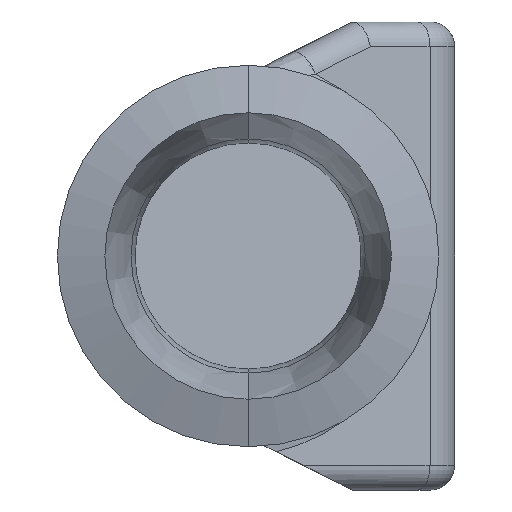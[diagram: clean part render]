
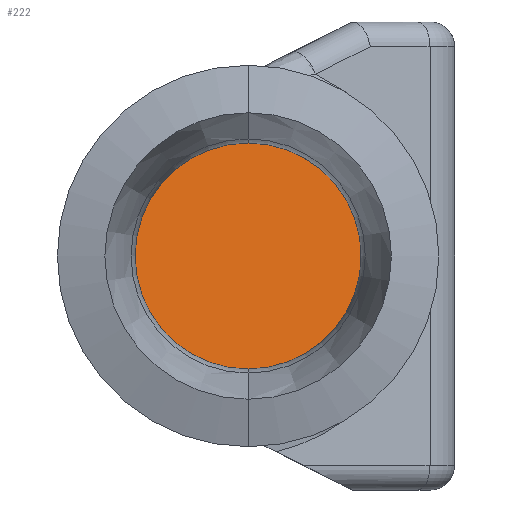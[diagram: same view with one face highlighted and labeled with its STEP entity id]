
A CAD part, left-side view. The second image highlights one B-rep face of the part: STEP entity #222.
In plain terms, the highlighted planar face has unit normal (-0.866, -0.5, 0).
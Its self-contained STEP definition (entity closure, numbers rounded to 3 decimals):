
#72 = ORIENTED_EDGE ( 'NONE', *, *, #937, .T. ) ;
#83 = EDGE_LOOP ( 'NONE', ( #72, #1392 ) ) ;
#112 = CARTESIAN_POINT ( 'NONE',  ( 99.896, 0., 5.75 ) ) ;
#116 = AXIS2_PLACEMENT_3D ( 'NONE', #1589, #1042, #1320 ) ;
#162 = EDGE_CURVE ( 'NONE', #1684, #1709, #844, .T. ) ;
#212 = CARTESIAN_POINT ( 'NONE',  ( 93.257, 11.5, 5.75 ) ) ;
#222 = ADVANCED_FACE ( 'NONE', ( #1440 ), #1167, .T. ) ;
#297 =( BOUNDED_CURVE ( )  B_SPLINE_CURVE ( 3, ( #1665, #212, #1161, #1296 ),
 .UNSPECIFIED., .F., .T. ) 
 B_SPLINE_CURVE_WITH_KNOTS ( ( 4, 4 ),
 ( 4.712, 7.854 ),
 .UNSPECIFIED. ) 
 CURVE ( )  GEOMETRIC_REPRESENTATION_ITEM ( )  RATIONAL_B_SPLINE_CURVE ( ( 1., 0.333, 0.333, 1. ) ) 
 REPRESENTATION_ITEM ( '' )  );
#488 = CARTESIAN_POINT ( 'NONE',  ( 99.896, 0., 5.75 ) ) ;
#619 = CARTESIAN_POINT ( 'NONE',  ( 99.896, 0., -5.75 ) ) ;
#704 = CARTESIAN_POINT ( 'NONE',  ( 99.896, 0., -5.75 ) ) ;
#844 =( BOUNDED_CURVE ( )  B_SPLINE_CURVE ( 3, ( #619, #1310, #1155, #112 ),
 .UNSPECIFIED., .F., .F. ) 
 B_SPLINE_CURVE_WITH_KNOTS ( ( 4, 4 ),
 ( 1.571, 4.712 ),
 .UNSPECIFIED. ) 
 CURVE ( )  GEOMETRIC_REPRESENTATION_ITEM ( )  RATIONAL_B_SPLINE_CURVE ( ( 1., 0.333, 0.333, 1. ) ) 
 REPRESENTATION_ITEM ( '' )  );
#937 = EDGE_CURVE ( 'NONE', #1709, #1684, #297, .T. ) ;
#1042 = DIRECTION ( 'NONE',  ( -0.866, -0.5, 0. ) ) ;
#1155 = CARTESIAN_POINT ( 'NONE',  ( 106.536, -11.5, 5.75 ) ) ;
#1161 = CARTESIAN_POINT ( 'NONE',  ( 93.257, 11.5, -5.75 ) ) ;
#1167 = PLANE ( 'NONE',  #116 ) ;
#1296 = CARTESIAN_POINT ( 'NONE',  ( 99.896, 0., -5.75 ) ) ;
#1310 = CARTESIAN_POINT ( 'NONE',  ( 106.536, -11.5, -5.75 ) ) ;
#1320 = DIRECTION ( 'NONE',  ( 0.5, -0.866, 0. ) ) ;
#1392 = ORIENTED_EDGE ( 'NONE', *, *, #162, .T. ) ;
#1440 = FACE_OUTER_BOUND ( 'NONE', #83, .T. ) ;
#1589 = CARTESIAN_POINT ( 'NONE',  ( 105.526, -9.75, -35.129 ) ) ;
#1665 = CARTESIAN_POINT ( 'NONE',  ( 99.896, 0., 5.75 ) ) ;
#1684 = VERTEX_POINT ( 'NONE', #704 ) ;
#1709 = VERTEX_POINT ( 'NONE', #488 ) ;
